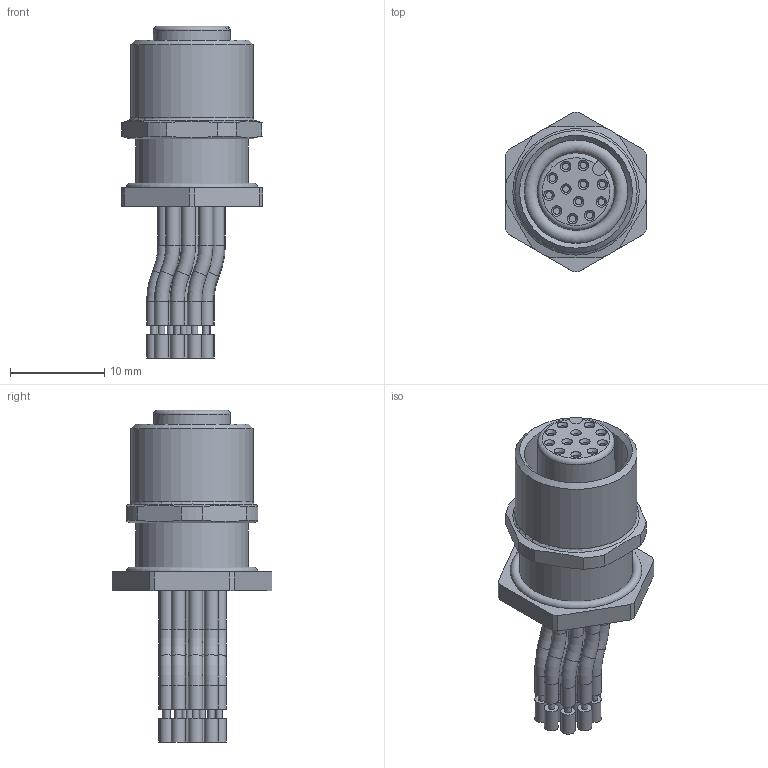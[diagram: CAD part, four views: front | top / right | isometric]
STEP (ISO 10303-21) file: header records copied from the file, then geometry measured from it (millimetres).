
FILE_DESCRIPTION(/* description */ (''),/* implementation_level */ '2;1');
FILE_NAME(/* name */ 'AL-FHM12KUA12-m_M12_S3550.stp',/* time_stamp */ '2018-01-29T16:51:28+01:00',/* author */ (''),/* organization */ (''),/* preprocessor_version */ 'ST-DEVELOPER v16',/* originating_system */ 'SIEMENS PLM Software NX 10.0',/* authorisation */ '');
FILE_SCHEMA (('AUTOMOTIVE_DESIGN { 1 0 10303 214 3 1 1 1 }'));
Length unit declared in the file: millimetre
Products named in the file (1): AL-FHM12KUA12-m_M12_S3550_stp
Bounding box: 15 x 17 x 35.3 mm (x, y, z)
Volume: 2552.7 mm3; surface area: 2649.6 mm2
Topology: 1 solids, 1 shells, 189 faces, 375 edges, 238 vertices
Faces by surface type: cylinder 78, plane 67, torus 28, cone 16
Full cylindrical faces by diameter (mm): 0.7 x24, 1.5 x36, 11 x1, 12 x1, 13 x1
Entity records: 4222 total; most frequent: DIRECTION 796, CARTESIAN_POINT 715, ORIENTED_EDGE 490, AXIS2_PLACEMENT_3D 375, EDGE_LOOP 345, FACE_BOUND 290, EDGE_CURVE 245, VERTEX_POINT 214
